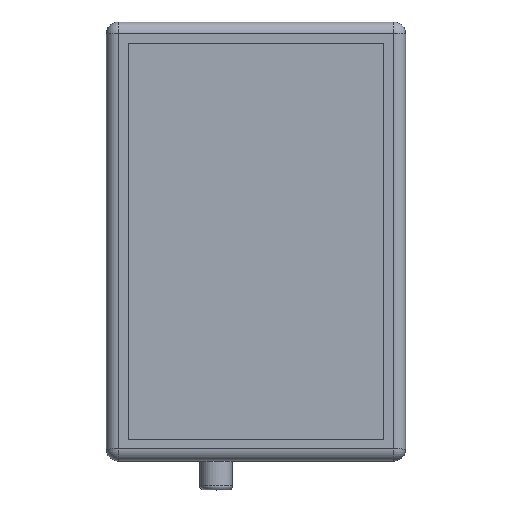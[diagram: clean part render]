
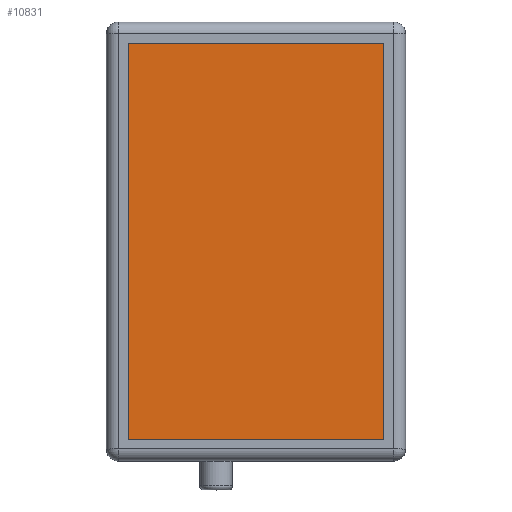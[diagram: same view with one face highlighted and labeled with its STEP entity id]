
A CAD part, top view. The second image highlights one B-rep face of the part: STEP entity #10831.
In plain terms, the highlighted planar face has unit normal (0, 0, 1).
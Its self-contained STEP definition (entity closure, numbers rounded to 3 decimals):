
#7320 = PLANE('',#7321);
#7321 = AXIS2_PLACEMENT_3D('',#7322,#7323,#7324);
#7322 = CARTESIAN_POINT('',(-32.,49.5,25.));
#7323 = DIRECTION('',(0.,-1.,0.));
#7324 = DIRECTION('',(1.,0.,0.));
#7348 = PLANE('',#7349);
#7349 = AXIS2_PLACEMENT_3D('',#7350,#7351,#7352);
#7350 = CARTESIAN_POINT('',(-32.,-49.5,25.));
#7351 = DIRECTION('',(1.,0.,0.));
#7352 = DIRECTION('',(0.,1.,0.));
#7376 = PLANE('',#7377);
#7377 = AXIS2_PLACEMENT_3D('',#7378,#7379,#7380);
#7378 = CARTESIAN_POINT('',(32.,-49.5,25.));
#7379 = DIRECTION('',(0.,1.,0.));
#7380 = DIRECTION('',(-1.,0.,0.));
#7402 = PLANE('',#7403);
#7403 = AXIS2_PLACEMENT_3D('',#7404,#7405,#7406);
#7404 = CARTESIAN_POINT('',(32.,49.5,25.));
#7405 = DIRECTION('',(-1.,0.,0.));
#7406 = DIRECTION('',(0.,-1.,0.));
#8231 = VERTEX_POINT('',#8232);
#8232 = CARTESIAN_POINT('',(-32.,49.5,24.));
#8253 = EDGE_CURVE('',#8231,#8254,#8256,.T.);
#8254 = VERTEX_POINT('',#8255);
#8255 = CARTESIAN_POINT('',(32.,49.5,24.));
#8256 = SURFACE_CURVE('',#8257,(#8261,#8268),.PCURVE_S1.);
#8257 = LINE('',#8258,#8259);
#8258 = CARTESIAN_POINT('',(-32.,49.5,24.));
#8259 = VECTOR('',#8260,1.);
#8260 = DIRECTION('',(1.,0.,0.));
#8261 = PCURVE('',#7320,#8262);
#8262 = DEFINITIONAL_REPRESENTATION('',(#8263),#8267);
#8263 = LINE('',#8264,#8265);
#8264 = CARTESIAN_POINT('',(0.,-1.));
#8265 = VECTOR('',#8266,1.);
#8266 = DIRECTION('',(1.,0.));
#8267 = ( GEOMETRIC_REPRESENTATION_CONTEXT(2) 
PARAMETRIC_REPRESENTATION_CONTEXT() REPRESENTATION_CONTEXT('2D SPACE',''
  ) );
#8268 = PCURVE('',#8269,#8274);
#8269 = PLANE('',#8270);
#8270 = AXIS2_PLACEMENT_3D('',#8271,#8272,#8273);
#8271 = CARTESIAN_POINT('',(0.,0.,24.));
#8272 = DIRECTION('',(-0.,-0.,-1.));
#8273 = DIRECTION('',(-1.,0.,0.));
#8274 = DEFINITIONAL_REPRESENTATION('',(#8275),#8279);
#8275 = LINE('',#8276,#8277);
#8276 = CARTESIAN_POINT('',(32.,49.5));
#8277 = VECTOR('',#8278,1.);
#8278 = DIRECTION('',(-1.,0.));
#8279 = ( GEOMETRIC_REPRESENTATION_CONTEXT(2) 
PARAMETRIC_REPRESENTATION_CONTEXT() REPRESENTATION_CONTEXT('2D SPACE',''
  ) );
#8307 = EDGE_CURVE('',#8254,#8308,#8310,.T.);
#8308 = VERTEX_POINT('',#8309);
#8309 = CARTESIAN_POINT('',(32.,-49.5,24.));
#8310 = SURFACE_CURVE('',#8311,(#8315,#8322),.PCURVE_S1.);
#8311 = LINE('',#8312,#8313);
#8312 = CARTESIAN_POINT('',(32.,49.5,24.));
#8313 = VECTOR('',#8314,1.);
#8314 = DIRECTION('',(0.,-1.,0.));
#8315 = PCURVE('',#7402,#8316);
#8316 = DEFINITIONAL_REPRESENTATION('',(#8317),#8321);
#8317 = LINE('',#8318,#8319);
#8318 = CARTESIAN_POINT('',(0.,-1.));
#8319 = VECTOR('',#8320,1.);
#8320 = DIRECTION('',(1.,0.));
#8321 = ( GEOMETRIC_REPRESENTATION_CONTEXT(2) 
PARAMETRIC_REPRESENTATION_CONTEXT() REPRESENTATION_CONTEXT('2D SPACE',''
  ) );
#8322 = PCURVE('',#8269,#8323);
#8323 = DEFINITIONAL_REPRESENTATION('',(#8324),#8328);
#8324 = LINE('',#8325,#8326);
#8325 = CARTESIAN_POINT('',(-32.,49.5));
#8326 = VECTOR('',#8327,1.);
#8327 = DIRECTION('',(0.,-1.));
#8328 = ( GEOMETRIC_REPRESENTATION_CONTEXT(2) 
PARAMETRIC_REPRESENTATION_CONTEXT() REPRESENTATION_CONTEXT('2D SPACE',''
  ) );
#8356 = EDGE_CURVE('',#8308,#8357,#8359,.T.);
#8357 = VERTEX_POINT('',#8358);
#8358 = CARTESIAN_POINT('',(-32.,-49.5,24.));
#8359 = SURFACE_CURVE('',#8360,(#8364,#8371),.PCURVE_S1.);
#8360 = LINE('',#8361,#8362);
#8361 = CARTESIAN_POINT('',(32.,-49.5,24.));
#8362 = VECTOR('',#8363,1.);
#8363 = DIRECTION('',(-1.,0.,0.));
#8364 = PCURVE('',#7376,#8365);
#8365 = DEFINITIONAL_REPRESENTATION('',(#8366),#8370);
#8366 = LINE('',#8367,#8368);
#8367 = CARTESIAN_POINT('',(0.,-1.));
#8368 = VECTOR('',#8369,1.);
#8369 = DIRECTION('',(1.,0.));
#8370 = ( GEOMETRIC_REPRESENTATION_CONTEXT(2) 
PARAMETRIC_REPRESENTATION_CONTEXT() REPRESENTATION_CONTEXT('2D SPACE',''
  ) );
#8371 = PCURVE('',#8269,#8372);
#8372 = DEFINITIONAL_REPRESENTATION('',(#8373),#8377);
#8373 = LINE('',#8374,#8375);
#8374 = CARTESIAN_POINT('',(-32.,-49.5));
#8375 = VECTOR('',#8376,1.);
#8376 = DIRECTION('',(1.,0.));
#8377 = ( GEOMETRIC_REPRESENTATION_CONTEXT(2) 
PARAMETRIC_REPRESENTATION_CONTEXT() REPRESENTATION_CONTEXT('2D SPACE',''
  ) );
#8405 = EDGE_CURVE('',#8357,#8231,#8406,.T.);
#8406 = SURFACE_CURVE('',#8407,(#8411,#8418),.PCURVE_S1.);
#8407 = LINE('',#8408,#8409);
#8408 = CARTESIAN_POINT('',(-32.,-49.5,24.));
#8409 = VECTOR('',#8410,1.);
#8410 = DIRECTION('',(0.,1.,0.));
#8411 = PCURVE('',#7348,#8412);
#8412 = DEFINITIONAL_REPRESENTATION('',(#8413),#8417);
#8413 = LINE('',#8414,#8415);
#8414 = CARTESIAN_POINT('',(0.,-1.));
#8415 = VECTOR('',#8416,1.);
#8416 = DIRECTION('',(1.,0.));
#8417 = ( GEOMETRIC_REPRESENTATION_CONTEXT(2) 
PARAMETRIC_REPRESENTATION_CONTEXT() REPRESENTATION_CONTEXT('2D SPACE',''
  ) );
#8418 = PCURVE('',#8269,#8419);
#8419 = DEFINITIONAL_REPRESENTATION('',(#8420),#8424);
#8420 = LINE('',#8421,#8422);
#8421 = CARTESIAN_POINT('',(32.,-49.5));
#8422 = VECTOR('',#8423,1.);
#8423 = DIRECTION('',(0.,1.));
#8424 = ( GEOMETRIC_REPRESENTATION_CONTEXT(2) 
PARAMETRIC_REPRESENTATION_CONTEXT() REPRESENTATION_CONTEXT('2D SPACE',''
  ) );
#10831 = ADVANCED_FACE('',(#10832),#8269,.F.);
#10832 = FACE_BOUND('',#10833,.F.);
#10833 = EDGE_LOOP('',(#10834,#10835,#10836,#10837));
#10834 = ORIENTED_EDGE('',*,*,#8253,.T.);
#10835 = ORIENTED_EDGE('',*,*,#8307,.T.);
#10836 = ORIENTED_EDGE('',*,*,#8356,.T.);
#10837 = ORIENTED_EDGE('',*,*,#8405,.T.);
